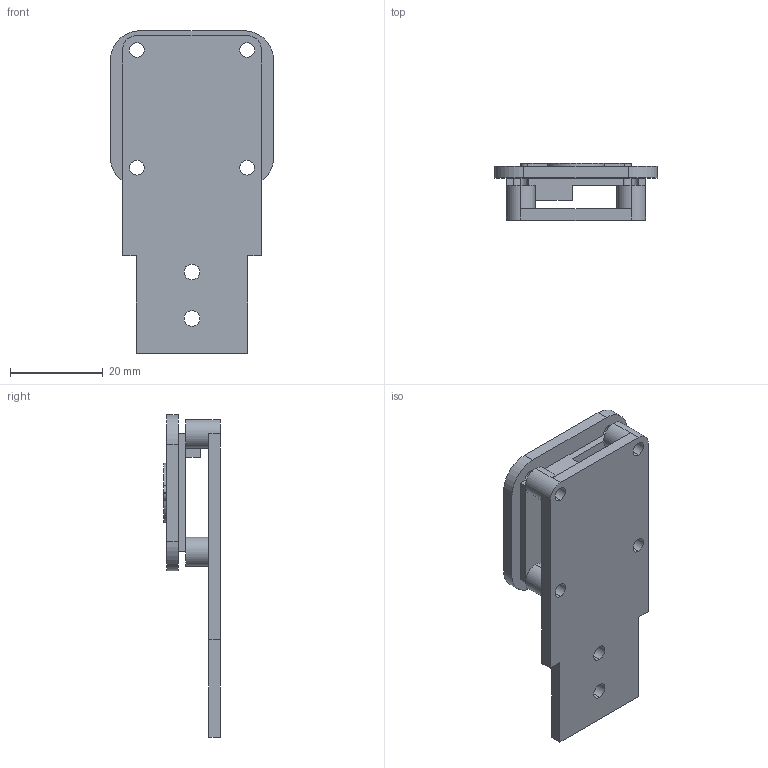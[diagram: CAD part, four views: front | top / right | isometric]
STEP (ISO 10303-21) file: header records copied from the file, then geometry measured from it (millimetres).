
FILE_DESCRIPTION (( 'STEP AP203' ), '1' );
FILE_NAME ('Camera Mounting.STEP', '2025-04-05T17:35:11', ( '' ), ( '' ), 'SwSTEP 2.0', 'SolidWorks 2024', '' );
FILE_SCHEMA (( 'CONFIG_CONTROL_DESIGN' ));
Length unit declared in the file: centimetre
Products named in the file (4): Camera; Camera top Mount; Camera Mounting; Camera Bottom Mount
Assembly tree (3 placements, depth 2):
  Camera Mounting
    Camera
    Camera top Mount
    Camera Bottom Mount
Bounding box: 35.16 x 12.26 x 69.53 mm (x, y, z)
Volume: 8621.6 mm3; surface area: 8893.7 mm2
Topology: 3 solids, 3 shells, 90 faces, 245 edges, 162 vertices
Faces by surface type: cylinder 45, plane 45
Entity records: 3329 total; most frequent: DIRECTION 531, CARTESIAN_POINT 503, ORIENTED_EDGE 490, EDGE_CURVE 245, AXIS2_PLACEMENT_3D 190, VERTEX_POINT 162, VECTOR 151, LINE 151
